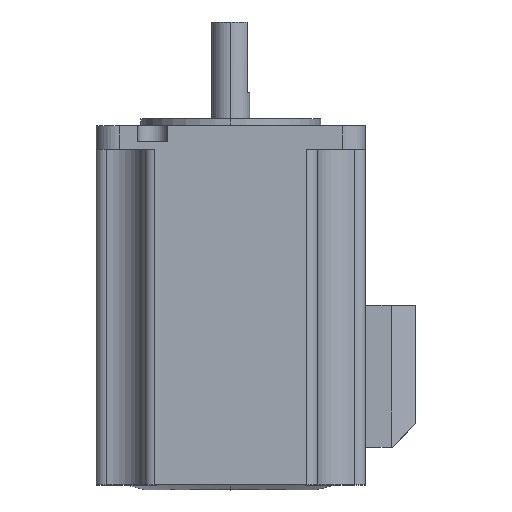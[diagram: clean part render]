
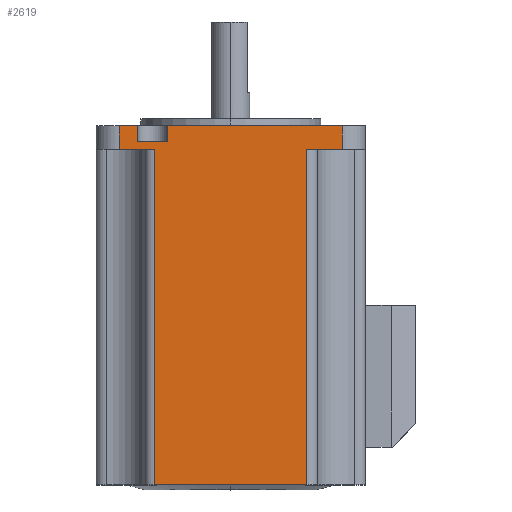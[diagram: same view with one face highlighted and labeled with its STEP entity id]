
A CAD part, top view. The second image highlights one B-rep face of the part: STEP entity #2619.
In plain terms, the highlighted planar face has unit normal (0, 0, 1).
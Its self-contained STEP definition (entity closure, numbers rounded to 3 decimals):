
#2 = CARTESIAN_POINT ( 'NONE',  ( 8.8, -3.4, 0. ) ) ;
#61 = DIRECTION ( 'NONE',  ( -1., 0., 0. ) ) ;
#66 = EDGE_CURVE ( 'NONE', #993, #93, #1078, .T. ) ;
#93 = VERTEX_POINT ( 'NONE', #895 ) ;
#107 = CARTESIAN_POINT ( 'NONE',  ( 44.6, -5., 0. ) ) ;
#139 = VERTEX_POINT ( 'NONE', #2165 ) ;
#145 = LINE ( 'NONE', #1804, #1063 ) ;
#146 = EDGE_CURVE ( 'NONE', #532, #652, #1802, .T. ) ;
#157 = DIRECTION ( 'NONE',  ( 1., 0., 0. ) ) ;
#203 = DIRECTION ( 'NONE',  ( 0., -1., 0. ) ) ;
#256 = DIRECTION ( 'NONE',  ( 0., 0., 1. ) ) ;
#276 = CARTESIAN_POINT ( 'NONE',  ( 52.07, -6., 0. ) ) ;
#292 = VERTEX_POINT ( 'NONE', #1123 ) ;
#303 = DIRECTION ( 'NONE',  ( -1., 0., 0. ) ) ;
#348 = LINE ( 'NONE', #1868, #1274 ) ;
#354 = CARTESIAN_POINT ( 'NONE',  ( 4.93, 0., 0. ) ) ;
#380 = LINE ( 'NONE', #2173, #2717 ) ;
#403 = VECTOR ( 'NONE', #862, 1000. ) ;
#478 = VECTOR ( 'NONE', #626, 1000. ) ;
#491 = VERTEX_POINT ( 'NONE', #1415 ) ;
#509 = VECTOR ( 'NONE', #909, 1000. ) ;
#532 = VERTEX_POINT ( 'NONE', #1612 ) ;
#543 = LINE ( 'NONE', #1897, #509 ) ;
#576 = CARTESIAN_POINT ( 'NONE',  ( 15.2, -3.4, 0. ) ) ;
#578 = LINE ( 'NONE', #1926, #478 ) ;
#603 = LINE ( 'NONE', #2, #403 ) ;
#626 = DIRECTION ( 'NONE',  ( 0., -1., 0. ) ) ;
#652 = VERTEX_POINT ( 'NONE', #576 ) ;
#768 = EDGE_CURVE ( 'NONE', #139, #1319, #578, .T. ) ;
#827 = ORIENTED_EDGE ( 'NONE', *, *, #1482, .F. ) ;
#862 = DIRECTION ( 'NONE',  ( 0., 1., 0. ) ) ;
#895 = CARTESIAN_POINT ( 'NONE',  ( 52.07, 0., 0. ) ) ;
#908 = LINE ( 'NONE', #2522, #1068 ) ;
#909 = DIRECTION ( 'NONE',  ( 1., 0., 0. ) ) ;
#914 = EDGE_CURVE ( 'NONE', #139, #2435, #380, .T. ) ;
#962 = ORIENTED_EDGE ( 'NONE', *, *, #2600, .F. ) ;
#973 = DIRECTION ( 'NONE',  ( 1., 0., 0. ) ) ;
#982 = ORIENTED_EDGE ( 'NONE', *, *, #66, .T. ) ;
#993 = VERTEX_POINT ( 'NONE', #1976 ) ;
#1063 = VECTOR ( 'NONE', #2266, 1000. ) ;
#1064 = CARTESIAN_POINT ( 'NONE',  ( 0., -76., 0. ) ) ;
#1068 = VECTOR ( 'NONE', #2096, 1000. ) ;
#1071 = EDGE_CURVE ( 'NONE', #993, #2239, #1691, .T. ) ;
#1078 = LINE ( 'NONE', #276, #1773 ) ;
#1100 = DIRECTION ( 'NONE',  ( 1., 0., 0. ) ) ;
#1121 = ORIENTED_EDGE ( 'NONE', *, *, #146, .F. ) ;
#1123 = CARTESIAN_POINT ( 'NONE',  ( 15.2, 0., 0. ) ) ;
#1249 = EDGE_CURVE ( 'NONE', #1996, #491, #348, .T. ) ;
#1274 = VECTOR ( 'NONE', #157, 1000. ) ;
#1311 = VECTOR ( 'NONE', #303, 1000. ) ;
#1319 = VERTEX_POINT ( 'NONE', #2568 ) ;
#1408 = CARTESIAN_POINT ( 'NONE',  ( 4.93, -5., 0. ) ) ;
#1415 = CARTESIAN_POINT ( 'NONE',  ( 8.8, 0., 0. ) ) ;
#1442 = VECTOR ( 'NONE', #203, 1000. ) ;
#1454 = EDGE_CURVE ( 'NONE', #1319, #2760, #543, .T. ) ;
#1482 = EDGE_CURVE ( 'NONE', #2435, #1996, #908, .T. ) ;
#1490 = ORIENTED_EDGE ( 'NONE', *, *, #1071, .F. ) ;
#1563 = CARTESIAN_POINT ( 'NONE',  ( 8.8, -3.4, 0. ) ) ;
#1571 = CARTESIAN_POINT ( 'NONE',  ( 44.6, -5., 0. ) ) ;
#1587 = CARTESIAN_POINT ( 'NONE',  ( 44.6, -76., 0. ) ) ;
#1612 = CARTESIAN_POINT ( 'NONE',  ( 8.8, -3.4, 0. ) ) ;
#1614 = PLANE ( 'NONE',  #2551 ) ;
#1618 = ORIENTED_EDGE ( 'NONE', *, *, #914, .F. ) ;
#1657 = FACE_OUTER_BOUND ( 'NONE', #1889, .T. ) ;
#1668 = EDGE_CURVE ( 'NONE', #532, #491, #603, .T. ) ;
#1691 = LINE ( 'NONE', #1571, #1311 ) ;
#1756 = LINE ( 'NONE', #2659, #1900 ) ;
#1773 = VECTOR ( 'NONE', #2176, 1000. ) ;
#1802 = LINE ( 'NONE', #1563, #2079 ) ;
#1804 = CARTESIAN_POINT ( 'NONE',  ( 15.2, -3.4, 0. ) ) ;
#1868 = CARTESIAN_POINT ( 'NONE',  ( 0., 0., 0. ) ) ;
#1889 = EDGE_LOOP ( 'NONE', ( #2328, #2326, #1490, #982, #962, #2121, #1121, #2629, #2724, #827, #1618, #2553 ) ) ;
#1897 = CARTESIAN_POINT ( 'NONE',  ( 0., -76., 0. ) ) ;
#1900 = VECTOR ( 'NONE', #973, 1000. ) ;
#1926 = CARTESIAN_POINT ( 'NONE',  ( 12.4, -5., 0. ) ) ;
#1961 = DIRECTION ( 'NONE',  ( 1., 0., 0. ) ) ;
#1976 = CARTESIAN_POINT ( 'NONE',  ( 52.07, -5., 0. ) ) ;
#1996 = VERTEX_POINT ( 'NONE', #354 ) ;
#2073 = EDGE_CURVE ( 'NONE', #2239, #2760, #2175, .T. ) ;
#2079 = VECTOR ( 'NONE', #1100, 1000. ) ;
#2096 = DIRECTION ( 'NONE',  ( 0., 1., 0. ) ) ;
#2121 = ORIENTED_EDGE ( 'NONE', *, *, #2589, .F. ) ;
#2165 = CARTESIAN_POINT ( 'NONE',  ( 12.4, -5., 0. ) ) ;
#2173 = CARTESIAN_POINT ( 'NONE',  ( 12.4, -5., 0. ) ) ;
#2175 = LINE ( 'NONE', #2514, #1442 ) ;
#2176 = DIRECTION ( 'NONE',  ( 0., 1., 0. ) ) ;
#2239 = VERTEX_POINT ( 'NONE', #107 ) ;
#2266 = DIRECTION ( 'NONE',  ( 0., 1., 0. ) ) ;
#2326 = ORIENTED_EDGE ( 'NONE', *, *, #2073, .F. ) ;
#2328 = ORIENTED_EDGE ( 'NONE', *, *, #1454, .T. ) ;
#2435 = VERTEX_POINT ( 'NONE', #1408 ) ;
#2514 = CARTESIAN_POINT ( 'NONE',  ( 44.6, -5., 0. ) ) ;
#2522 = CARTESIAN_POINT ( 'NONE',  ( 4.93, -6., 0. ) ) ;
#2551 = AXIS2_PLACEMENT_3D ( 'NONE', #1064, #256, #1961 ) ;
#2553 = ORIENTED_EDGE ( 'NONE', *, *, #768, .T. ) ;
#2568 = CARTESIAN_POINT ( 'NONE',  ( 12.4, -76., 0. ) ) ;
#2589 = EDGE_CURVE ( 'NONE', #652, #292, #145, .T. ) ;
#2600 = EDGE_CURVE ( 'NONE', #292, #93, #1756, .T. ) ;
#2619 = ADVANCED_FACE ( 'NONE', ( #1657 ), #1614, .T. ) ;
#2629 = ORIENTED_EDGE ( 'NONE', *, *, #1668, .T. ) ;
#2659 = CARTESIAN_POINT ( 'NONE',  ( 0., 0., 0. ) ) ;
#2717 = VECTOR ( 'NONE', #61, 1000. ) ;
#2724 = ORIENTED_EDGE ( 'NONE', *, *, #1249, .F. ) ;
#2760 = VERTEX_POINT ( 'NONE', #1587 ) ;
